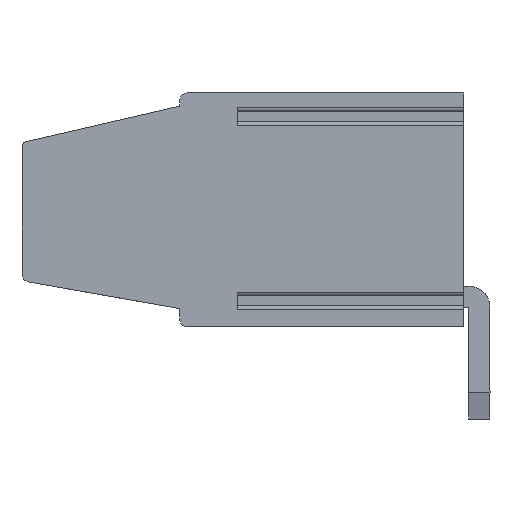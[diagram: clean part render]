
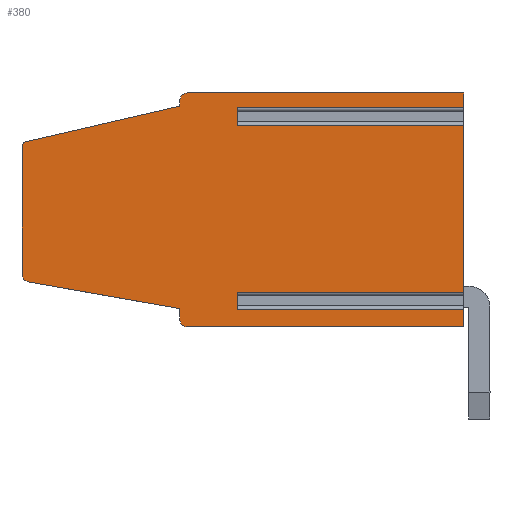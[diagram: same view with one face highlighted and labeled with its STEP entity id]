
A CAD part, left-side view. The second image highlights one B-rep face of the part: STEP entity #380.
In plain terms, the highlighted planar face has unit normal (-1, 0, 0).
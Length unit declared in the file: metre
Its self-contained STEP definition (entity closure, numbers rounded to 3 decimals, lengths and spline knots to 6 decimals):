
#380=ADVANCED_FACE('',(#868),#869,.T.);
#868=FACE_OUTER_BOUND('',#1453,.T.);
#869=PLANE('',#1454);
#1453=EDGE_LOOP('',(#2548,#2549,#2550,#2551,#2552,#2553,#2554,#2555,#2556,#2557,#2558,#2559,#2560,#2561,#2562,#2563,#2564,#2565,#2566,#2567));
#1454=AXIS2_PLACEMENT_3D('',#2568,#2569,#2570);
#2548=ORIENTED_EDGE('',*,*,#3508,.T.);
#2549=ORIENTED_EDGE('',*,*,#3819,.F.);
#2550=ORIENTED_EDGE('',*,*,#3820,.F.);
#2551=ORIENTED_EDGE('',*,*,#3821,.T.);
#2552=ORIENTED_EDGE('',*,*,#3500,.T.);
#2553=ORIENTED_EDGE('',*,*,#3822,.T.);
#2554=ORIENTED_EDGE('',*,*,#3477,.T.);
#2555=ORIENTED_EDGE('',*,*,#3726,.T.);
#2556=ORIENTED_EDGE('',*,*,#3823,.T.);
#2557=ORIENTED_EDGE('',*,*,#3412,.T.);
#2558=ORIENTED_EDGE('',*,*,#3424,.T.);
#2559=ORIENTED_EDGE('',*,*,#3592,.T.);
#2560=ORIENTED_EDGE('',*,*,#3581,.T.);
#2561=ORIENTED_EDGE('',*,*,#3824,.T.);
#2562=ORIENTED_EDGE('',*,*,#3825,.T.);
#2563=ORIENTED_EDGE('',*,*,#3588,.F.);
#2564=ORIENTED_EDGE('',*,*,#3516,.T.);
#2565=ORIENTED_EDGE('',*,*,#3826,.T.);
#2566=ORIENTED_EDGE('',*,*,#3827,.F.);
#2567=ORIENTED_EDGE('',*,*,#3828,.F.);
#2568=CARTESIAN_POINT('',(0.01,0.0168,-0.00689));
#2569=DIRECTION('',(-1.0,0.,0.));
#2570=DIRECTION('',(0.,1.0,0.0));
#3412=EDGE_CURVE('',#4061,#4059,#4062,.T.);
#3424=EDGE_CURVE('',#4059,#4082,#4084,.T.);
#3477=EDGE_CURVE('',#4179,#4177,#4180,.T.);
#3500=EDGE_CURVE('',#4219,#4217,#4220,.T.);
#3508=EDGE_CURVE('',#4235,#4233,#4236,.T.);
#3516=EDGE_CURVE('',#4251,#4249,#4252,.T.);
#3581=EDGE_CURVE('',#4366,#4363,#4367,.T.);
#3588=EDGE_CURVE('',#4251,#4376,#4377,.T.);
#3592=EDGE_CURVE('',#4082,#4366,#4382,.T.);
#3726=EDGE_CURVE('',#4177,#4582,#4584,.T.);
#3819=EDGE_CURVE('',#4722,#4233,#4723,.T.);
#3820=EDGE_CURVE('',#4724,#4722,#4725,.T.);
#3821=EDGE_CURVE('',#4724,#4219,#4726,.T.);
#3822=EDGE_CURVE('',#4217,#4179,#4727,.T.);
#3823=EDGE_CURVE('',#4582,#4061,#4728,.T.);
#3824=EDGE_CURVE('',#4363,#4729,#4730,.T.);
#3825=EDGE_CURVE('',#4729,#4376,#4731,.T.);
#3826=EDGE_CURVE('',#4249,#4732,#4733,.T.);
#3827=EDGE_CURVE('',#4734,#4732,#4735,.T.);
#3828=EDGE_CURVE('',#4235,#4734,#4736,.T.);
#4059=VERTEX_POINT('',#5021);
#4061=VERTEX_POINT('',#5024);
#4062=CIRCLE('',#5025,0.0002);
#4082=VERTEX_POINT('',#5049);
#4084=LINE('',#5052,#5053);
#4177=VERTEX_POINT('',#5175);
#4179=VERTEX_POINT('',#5178);
#4180=CIRCLE('',#5179,0.0003);
#4217=VERTEX_POINT('',#5243);
#4219=VERTEX_POINT('',#5246);
#4220=LINE('',#5247,#5248);
#4233=VERTEX_POINT('',#5264);
#4235=VERTEX_POINT('',#5266);
#4236=LINE('',#5267,#5268);
#4249=VERTEX_POINT('',#5284);
#4251=VERTEX_POINT('',#5286);
#4252=LINE('',#5287,#5288);
#4363=VERTEX_POINT('',#5438);
#4366=VERTEX_POINT('',#5442);
#4367=LINE('',#5443,#5444);
#4376=VERTEX_POINT('',#5457);
#4377=LINE('',#5458,#5459);
#4382=CIRCLE('',#5466,0.0003);
#4582=VERTEX_POINT('',#5745);
#4584=LINE('',#5748,#5749);
#4722=VERTEX_POINT('',#5943);
#4723=LINE('',#5944,#5945);
#4724=VERTEX_POINT('',#5946);
#4725=LINE('',#5947,#5948);
#4726=LINE('',#5949,#5950);
#4727=LINE('',#5951,#5952);
#4728=LINE('',#5953,#5954);
#4729=VERTEX_POINT('',#5955);
#4730=LINE('',#5956,#5957);
#4731=CIRCLE('',#5958,0.0003);
#4732=VERTEX_POINT('',#5959);
#4733=LINE('',#5960,#5961);
#4734=VERTEX_POINT('',#5962);
#4735=LINE('',#5963,#5964);
#4736=LINE('',#5965,#5966);
#5021=CARTESIAN_POINT('',(0.01,0.0168,-0.002044));
#5024=CARTESIAN_POINT('',(0.01,0.016645,-0.001849));
#5025=AXIS2_PLACEMENT_3D('',#6349,#6350,#6351);
#5049=CARTESIAN_POINT('',(0.01,0.0168,-0.00689));
#5052=CARTESIAN_POINT('',(0.01,0.0168,-0.002044));
#5053=VECTOR('',#6372,1.0);
#5175=CARTESIAN_POINT('',(0.01,0.0108,-0.0003));
#5178=CARTESIAN_POINT('',(0.01,0.0105,0.));
#5179=AXIS2_PLACEMENT_3D('',#6448,#6449,#6450);
#5243=CARTESIAN_POINT('',(0.01,0.0,0.0));
#5246=CARTESIAN_POINT('',(0.01,0.,-0.00057));
#5247=CARTESIAN_POINT('',(0.01,0.,-0.008915));
#5248=VECTOR('',#6472,1.0);
#5264=CARTESIAN_POINT('',(0.01,0.,-0.00123));
#5266=CARTESIAN_POINT('',(0.01,0.,-0.00757));
#5267=CARTESIAN_POINT('',(0.01,0.,-0.008915));
#5268=VECTOR('',#6488,1.0);
#5284=CARTESIAN_POINT('',(0.01,0.,-0.00823));
#5286=CARTESIAN_POINT('',(0.01,0.,-0.0089));
#5287=CARTESIAN_POINT('',(0.01,0.,-0.008915));
#5288=VECTOR('',#6504,1.0);
#5438=CARTESIAN_POINT('',(0.01,0.0108,-0.0082));
#5442=CARTESIAN_POINT('',(0.01,0.016552,-0.007186));
#5443=CARTESIAN_POINT('',(0.01,0.016552,-0.007186));
#5444=VECTOR('',#6590,1.0);
#5457=CARTESIAN_POINT('',(0.01,0.0105,-0.0089));
#5458=CARTESIAN_POINT('',(0.01,0.0051,-0.0089));
#5459=VECTOR('',#6595,1.0);
#5466=AXIS2_PLACEMENT_3D('',#6598,#6599,#6600);
#5745=CARTESIAN_POINT('',(0.01,0.0108,-0.0005));
#5748=CARTESIAN_POINT('',(0.01,0.0108,-0.0003));
#5749=VECTOR('',#6729,1.0);
#5943=CARTESIAN_POINT('',(0.01,0.0086,-0.00123));
#5944=CARTESIAN_POINT('',(0.01,0.,-0.00123));
#5945=VECTOR('',#6816,1.0);
#5946=CARTESIAN_POINT('',(0.01,0.0086,-0.00057));
#5947=CARTESIAN_POINT('',(0.01,0.0086,-0.00123));
#5948=VECTOR('',#6817,1.0);
#5949=CARTESIAN_POINT('',(0.01,0.,-0.00057));
#5950=VECTOR('',#6818,1.0);
#5951=CARTESIAN_POINT('',(0.01,0.0,0.0));
#5952=VECTOR('',#6819,1.0);
#5953=CARTESIAN_POINT('',(0.01,0.0108,-0.0005));
#5954=VECTOR('',#6820,1.0);
#5955=CARTESIAN_POINT('',(0.01,0.0108,-0.0086));
#5956=CARTESIAN_POINT('',(0.01,0.0108,-0.0082));
#5957=VECTOR('',#6821,1.0);
#5958=AXIS2_PLACEMENT_3D('',#6822,#6823,#6824);
#5959=CARTESIAN_POINT('',(0.01,0.0086,-0.00823));
#5960=CARTESIAN_POINT('',(0.01,0.,-0.00823));
#5961=VECTOR('',#6825,1.0);
#5962=CARTESIAN_POINT('',(0.01,0.0086,-0.00757));
#5963=CARTESIAN_POINT('',(0.01,0.0086,-0.00823));
#5964=VECTOR('',#6826,1.0);
#5965=CARTESIAN_POINT('',(0.01,0.,-0.00757));
#5966=VECTOR('',#6827,1.0);
#6349=CARTESIAN_POINT('',(0.01,0.0166,-0.002044));
#6350=DIRECTION('',(-1.0,0.,0.));
#6351=DIRECTION('',(0.,-1.0,0.));
#6372=DIRECTION('',(0.,0.,-1.0));
#6448=CARTESIAN_POINT('',(0.01,0.0105,-0.0003));
#6449=DIRECTION('',(-1.0,0.,0.));
#6450=DIRECTION('',(0.,-1.0,0.));
#6472=DIRECTION('',(0.,0.,1.0));
#6488=DIRECTION('',(0.,0.,1.0));
#6504=DIRECTION('',(0.,0.,1.0));
#6590=DIRECTION('',(0.,-0.985,-0.174));
#6595=DIRECTION('',(0.,1.0,0.));
#6598=CARTESIAN_POINT('',(0.01,0.0165,-0.00689));
#6599=DIRECTION('',(-1.0,0.,0.));
#6600=DIRECTION('',(0.,-1.0,0.));
#6729=DIRECTION('',(0.,0.,-1.0));
#6816=DIRECTION('',(0.,-1.0,0.));
#6817=DIRECTION('',(0.,0.,-1.0));
#6818=DIRECTION('',(0.,-1.0,0.));
#6819=DIRECTION('',(0.,1.0,0.));
#6820=DIRECTION('',(0.,0.974,-0.225));
#6821=DIRECTION('',(0.,0.,-1.0));
#6822=CARTESIAN_POINT('',(0.01,0.0105,-0.0086));
#6823=DIRECTION('',(-1.0,0.,0.));
#6824=DIRECTION('',(0.,-1.0,0.));
#6825=DIRECTION('',(0.,1.0,0.));
#6826=DIRECTION('',(0.,0.,-1.0));
#6827=DIRECTION('',(0.,1.0,0.));
